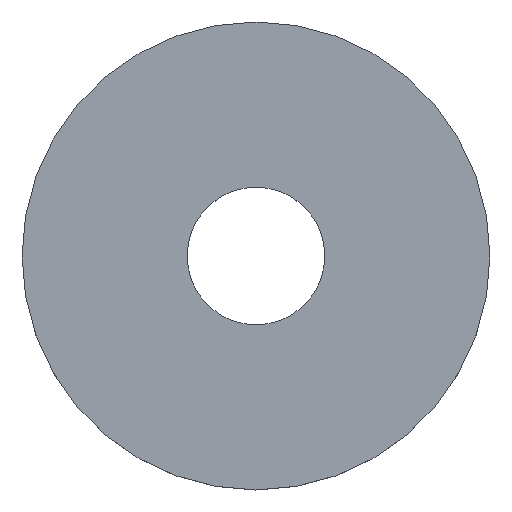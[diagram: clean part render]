
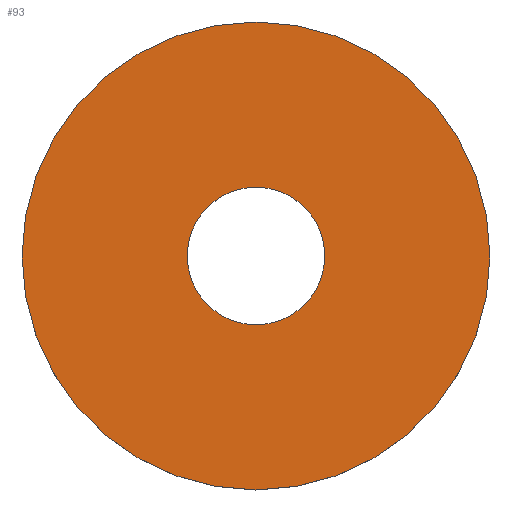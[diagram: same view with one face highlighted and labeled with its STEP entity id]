
A CAD part, top view. The second image highlights one B-rep face of the part: STEP entity #93.
In plain terms, the highlighted planar face has unit normal (0, 0, 1).
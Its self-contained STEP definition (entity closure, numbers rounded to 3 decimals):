
#57=EDGE_CURVE('',#63,#59,#130,.T.);
#59=VERTEX_POINT('',#132);
#63=VERTEX_POINT('',#136);
#65=EDGE_CURVE('',#67,#77,#138,.T.);
#67=VERTEX_POINT('',#140);
#73=EDGE_CURVE('',#59,#63,#146,.T.);
#77=VERTEX_POINT('',#150);
#79=EDGE_CURVE('',#77,#67,#152,.T.);
#93=ADVANCED_FACE('',(#169,#170),#171,.T.);
#130=CIRCLE('',#198,8.75);
#132=CARTESIAN_POINT('',(8.75,0.,5.0));
#136=CARTESIAN_POINT('',(-8.75,0.0,5.0));
#138=CIRCLE('',#207,29.75);
#140=CARTESIAN_POINT('',(29.75,0.,5.0));
#146=CIRCLE('',#218,8.75);
#150=CARTESIAN_POINT('',(-29.75,0.0,5.0));
#152=CIRCLE('',#226,29.75);
#169=FACE_BOUND('',#248,.T.);
#170=FACE_OUTER_BOUND('',#249,.T.);
#171=PLANE('',#250);
#198=AXIS2_PLACEMENT_3D('',#283,#284,#285);
#207=AXIS2_PLACEMENT_3D('',#286,#287,#288);
#218=AXIS2_PLACEMENT_3D('',#290,#291,#292);
#226=AXIS2_PLACEMENT_3D('',#296,#297,#298);
#248=EDGE_LOOP('',(#329,#330));
#249=EDGE_LOOP('',(#331,#332));
#250=AXIS2_PLACEMENT_3D('',#333,#334,#335);
#283=CARTESIAN_POINT('',(0.0,0.0,5.0));
#284=DIRECTION('',(0.0,0.0,-1.0));
#285=DIRECTION('',(1.0,0.0,0.0));
#286=CARTESIAN_POINT('',(0.0,0.0,5.0));
#287=DIRECTION('',(0.0,0.0,-1.0));
#288=DIRECTION('',(-1.0,0.0,0.0));
#290=CARTESIAN_POINT('',(0.0,0.0,5.0));
#291=DIRECTION('',(0.0,0.0,-1.0));
#292=DIRECTION('',(1.0,0.0,0.0));
#296=CARTESIAN_POINT('',(0.0,0.0,5.0));
#297=DIRECTION('',(0.0,0.0,-1.0));
#298=DIRECTION('',(-1.0,0.0,0.0));
#329=ORIENTED_EDGE('',*,*,#57,.T.);
#330=ORIENTED_EDGE('',*,*,#73,.T.);
#331=ORIENTED_EDGE('',*,*,#79,.F.);
#332=ORIENTED_EDGE('',*,*,#65,.F.);
#333=CARTESIAN_POINT('',(0.0,0.0,5.0));
#334=DIRECTION('',(0.0,0.0,1.0));
#335=DIRECTION('',(1.0,0.0,0.0));
